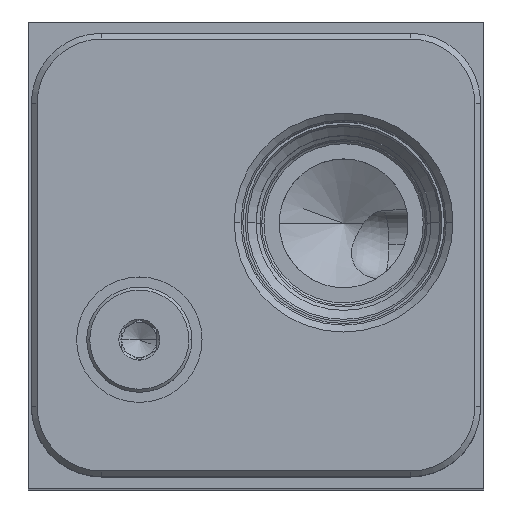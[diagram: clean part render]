
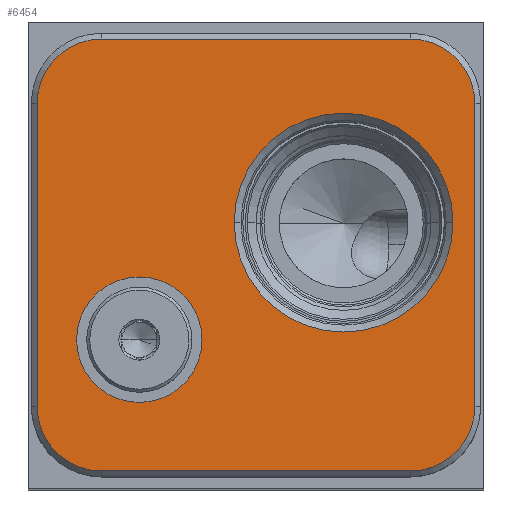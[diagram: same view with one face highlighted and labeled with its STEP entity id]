
A CAD part, top view. The second image highlights one B-rep face of the part: STEP entity #6454.
In plain terms, the highlighted planar face has unit normal (0, 0, 1).
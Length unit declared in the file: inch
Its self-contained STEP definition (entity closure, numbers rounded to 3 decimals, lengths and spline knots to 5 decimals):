
#3138=CARTESIAN_POINT('',(1.688,-1.076,5.375));
#3139=DIRECTION('',(0.,0.,-1.));
#3140=DIRECTION('',(-1.,0.,0.));
#3141=AXIS2_PLACEMENT_3D('',#3138,#3139,#3140);
#3143=CARTESIAN_POINT('',(1.688,-1.076,5.375));
#3144=DIRECTION('',(0.,0.,-1.));
#3145=DIRECTION('',(1.,0.,0.));
#3146=AXIS2_PLACEMENT_3D('',#3143,#3144,#3145);
#3148=CARTESIAN_POINT('',(0.594,-1.703,5.375));
#3149=DIRECTION('',(0.,0.,-1.));
#3150=DIRECTION('',(-1.,0.,0.));
#3151=AXIS2_PLACEMENT_3D('',#3148,#3149,#3150);
#3153=CARTESIAN_POINT('',(0.594,-1.703,5.375));
#3154=DIRECTION('',(0.,0.,-1.));
#3155=DIRECTION('',(1.,0.,0.));
#3156=AXIS2_PLACEMENT_3D('',#3153,#3154,#3155);
#3258=CARTESIAN_POINT('',(2.047,-2.062,5.375));
#3259=DIRECTION('',(0.,0.,-1.));
#3260=DIRECTION('',(1.,0.,0.));
#3261=AXIS2_PLACEMENT_3D('',#3258,#3259,#3260);
#3272=DIRECTION('',(0.,-1.,0.));
#3273=VECTOR('',#3272,1.625);
#3274=CARTESIAN_POINT('',(2.391,-0.437,5.375));
#3275=LINE('',#3274,#3273);
#3284=CARTESIAN_POINT('',(2.047,-0.437,5.375));
#3285=DIRECTION('',(0.,0.,-1.));
#3286=DIRECTION('',(0.,1.,0.));
#3287=AXIS2_PLACEMENT_3D('',#3284,#3285,#3286);
#3298=DIRECTION('',(1.,0.,0.));
#3299=VECTOR('',#3298,1.656);
#3300=CARTESIAN_POINT('',(0.391,-0.093,5.375));
#3301=LINE('',#3300,#3299);
#3310=CARTESIAN_POINT('',(0.391,-0.437,5.375));
#3311=DIRECTION('',(0.,0.,-1.));
#3312=DIRECTION('',(-1.,0.,0.));
#3313=AXIS2_PLACEMENT_3D('',#3310,#3311,#3312);
#3324=DIRECTION('',(0.,1.,0.));
#3325=VECTOR('',#3324,1.625);
#3326=CARTESIAN_POINT('',(0.047,-2.062,5.375));
#3327=LINE('',#3326,#3325);
#3332=CARTESIAN_POINT('',(0.391,-2.062,5.375));
#3333=DIRECTION('',(0.,0.,-1.));
#3334=DIRECTION('',(0.,-1.,0.));
#3335=AXIS2_PLACEMENT_3D('',#3332,#3333,#3334);
#3350=DIRECTION('',(-1.,0.,0.));
#3351=VECTOR('',#3350,1.656);
#3352=CARTESIAN_POINT('',(2.047,-2.406,5.375));
#3353=LINE('',#3352,#3351);
#4863=CARTESIAN_POINT('',(1.102,-1.076,5.375));
#4864=CARTESIAN_POINT('',(2.274,-1.076,5.375));
#4865=VERTEX_POINT('',#4863);
#4866=VERTEX_POINT('',#4864);
#4908=CARTESIAN_POINT('',(0.258,-1.703,5.375));
#4909=CARTESIAN_POINT('',(0.93,-1.703,5.375));
#4910=VERTEX_POINT('',#4908);
#4911=VERTEX_POINT('',#4909);
#4963=CARTESIAN_POINT('',(0.047,-2.062,5.375));
#4964=CARTESIAN_POINT('',(0.047,-0.437,5.375));
#4965=VERTEX_POINT('',#4963);
#4966=VERTEX_POINT('',#4964);
#4971=CARTESIAN_POINT('',(0.391,-0.093,5.375));
#4972=VERTEX_POINT('',#4971);
#4975=CARTESIAN_POINT('',(2.047,-0.093,5.375));
#4976=VERTEX_POINT('',#4975);
#4979=CARTESIAN_POINT('',(2.391,-0.437,5.375));
#4980=VERTEX_POINT('',#4979);
#4983=CARTESIAN_POINT('',(2.391,-2.062,5.375));
#4984=VERTEX_POINT('',#4983);
#4987=CARTESIAN_POINT('',(2.047,-2.406,5.375));
#4988=VERTEX_POINT('',#4987);
#4991=CARTESIAN_POINT('',(0.391,-2.406,5.375));
#4992=VERTEX_POINT('',#4991);
#6420=CARTESIAN_POINT('',(0.,0.,5.375));
#6421=DIRECTION('',(0.,0.,1.));
#6422=DIRECTION('',(1.,0.,0.));
#6423=AXIS2_PLACEMENT_3D('',#6420,#6421,#6422);
#6424=PLANE('',#6423);
#6426=ORIENTED_EDGE('',*,*,#6425,.T.);
#6428=ORIENTED_EDGE('',*,*,#6427,.T.);
#6430=ORIENTED_EDGE('',*,*,#6429,.T.);
#6432=ORIENTED_EDGE('',*,*,#6431,.T.);
#6434=ORIENTED_EDGE('',*,*,#6433,.T.);
#6436=ORIENTED_EDGE('',*,*,#6435,.T.);
#6438=ORIENTED_EDGE('',*,*,#6437,.T.);
#6440=ORIENTED_EDGE('',*,*,#6439,.T.);
#6441=EDGE_LOOP('',(#6426,#6428,#6430,#6432,#6434,#6436,#6438,#6440));
#6442=FACE_OUTER_BOUND('',#6441,.F.);
#6444=ORIENTED_EDGE('',*,*,#6443,.F.);
#6446=ORIENTED_EDGE('',*,*,#6445,.F.);
#6447=EDGE_LOOP('',(#6444,#6446));
#6448=FACE_BOUND('',#6447,.F.);
#6450=ORIENTED_EDGE('',*,*,#6449,.F.);
#6451=ORIENTED_EDGE('',*,*,#6410,.F.);
#6452=EDGE_LOOP('',(#6450,#6451));
#6453=FACE_BOUND('',#6452,.F.);
#6454=ADVANCED_FACE('',(#6442,#6448,#6453),#6424,.T.);
#3142=CIRCLE('',#3141,0.586);
#3147=CIRCLE('',#3146,0.586);
#3152=CIRCLE('',#3151,0.336);
#3157=CIRCLE('',#3156,0.336);
#3262=CIRCLE('',#3261,0.344);
#3288=CIRCLE('',#3287,0.344);
#3314=CIRCLE('',#3313,0.344);
#3336=CIRCLE('',#3335,0.344);
#6410=EDGE_CURVE('',#4866,#4865,#3147,.T.);
#6425=EDGE_CURVE('',#4984,#4988,#3262,.T.);
#6427=EDGE_CURVE('',#4988,#4992,#3353,.T.);
#6429=EDGE_CURVE('',#4992,#4965,#3336,.T.);
#6431=EDGE_CURVE('',#4965,#4966,#3327,.T.);
#6433=EDGE_CURVE('',#4966,#4972,#3314,.T.);
#6435=EDGE_CURVE('',#4972,#4976,#3301,.T.);
#6437=EDGE_CURVE('',#4976,#4980,#3288,.T.);
#6439=EDGE_CURVE('',#4980,#4984,#3275,.T.);
#6443=EDGE_CURVE('',#4910,#4911,#3152,.T.);
#6445=EDGE_CURVE('',#4911,#4910,#3157,.T.);
#6449=EDGE_CURVE('',#4865,#4866,#3142,.T.);
